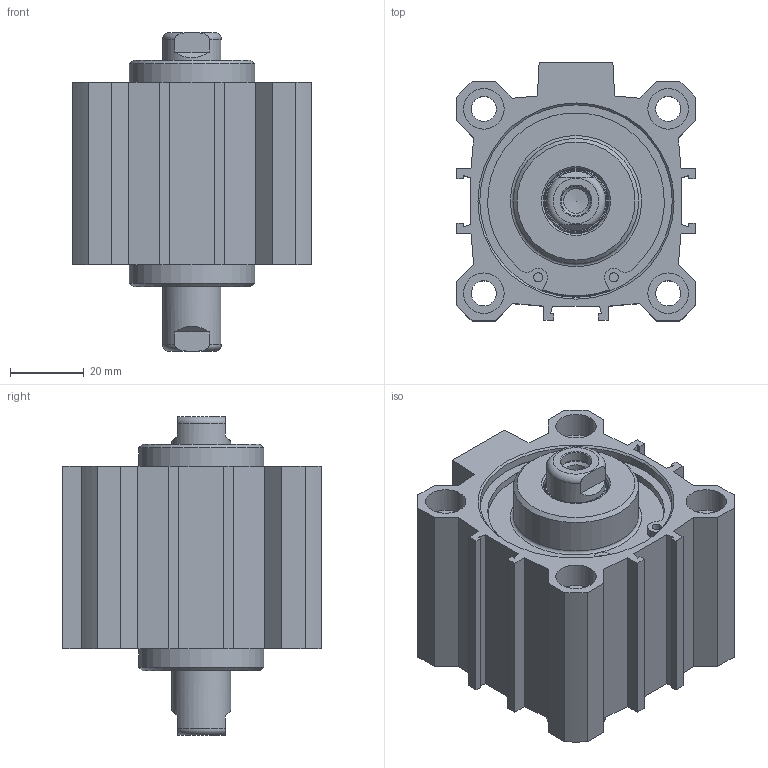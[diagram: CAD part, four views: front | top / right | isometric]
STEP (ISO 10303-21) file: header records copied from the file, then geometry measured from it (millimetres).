
FILE_DESCRIPTION((''),'2;1');
FILE_NAME('FDMP050.010.GS.F.stp','2014-06-10T10:33:01',('carlo.corazza'),(''),'Autodesk Inventor 2012','Autodesk Inventor 2012','');
FILE_SCHEMA(('AUTOMOTIVE_DESIGN { 1 0 10303 214 1 1 1 1 }'));
Length unit declared in the file: millimetre
Products named in the file (4): FDMP050..GS.F; CORPO-010; TA; STELO-010
Assembly tree (5 placements, depth 2):
  FDMP050..GS.F
    CORPO-010
    TA  x2
    STELO-010  x2
Bounding box: 65 x 70 x 86.5 mm (x, y, z)
Volume: 110698.1 mm3; surface area: 55554.8 mm2
Topology: 5 solids, 7 shells, 243 faces, 561 edges, 352 vertices
Faces by surface type: plane 114, cylinder 63, cone 50, torus 16
Full cylindrical faces by diameter (mm): 2.5 x4, 2.75 x2, 6.647 x2, 6.8 x4, 8.25 x2, 8.566 x2, 11 x8, 16 x2, 16.54 x2, 17.7 x2, 18 x2, 20.32 x2, 20.5 x2, 34 x2, 50 x1, 51.8 x4, 52.2 x2, 55.2 x2
Entity records: 5224 total; most frequent: CARTESIAN_POINT 934, DIRECTION 846, ORIENTED_EDGE 694, EDGE_CURVE 347, AXIS2_PLACEMENT_3D 319, EDGE_LOOP 288, VERTEX_POINT 263, VECTOR 208
